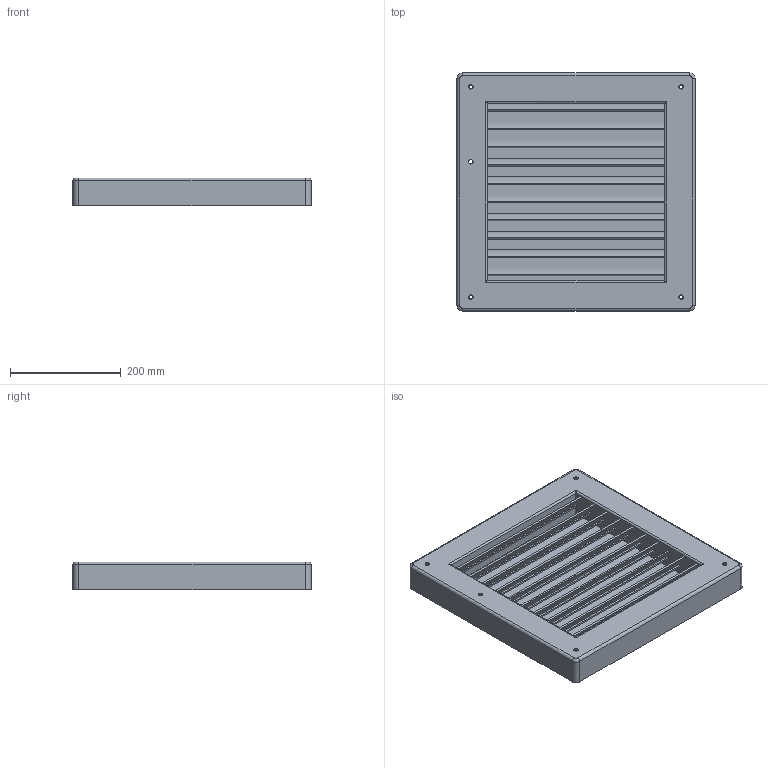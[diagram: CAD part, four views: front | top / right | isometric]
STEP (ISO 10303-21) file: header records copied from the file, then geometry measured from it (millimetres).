
FILE_DESCRIPTION (( 'STEP AP214' ), '1' );
FILE_NAME ('MK 31.STEP', '2017-03-07T16:05:11', ( 'CADnetwork' ), ( '' ), 'SwSTEP 2.0', 'SolidWorks 2012', '' );
FILE_SCHEMA (( 'AUTOMOTIVE_DESIGN' ));
Length unit declared in the file: millimetre
Products named in the file (1): MK 31
Bounding box: 430 x 430 x 50.5 mm (x, y, z)
Volume: 1282495.3 mm3; surface area: 990565 mm2
Topology: 1 solids, 1 shells, 149 faces, 406 edges, 256 vertices
Faces by surface type: cylinder 88, plane 41, torus 16, bspline 4
Entity records: 5042 total; most frequent: CARTESIAN_POINT 1064, DIRECTION 874, ORIENTED_EDGE 804, EDGE_CURVE 402, AXIS2_PLACEMENT_3D 338, VERTEX_POINT 256, LINE 198, VECTOR 198
